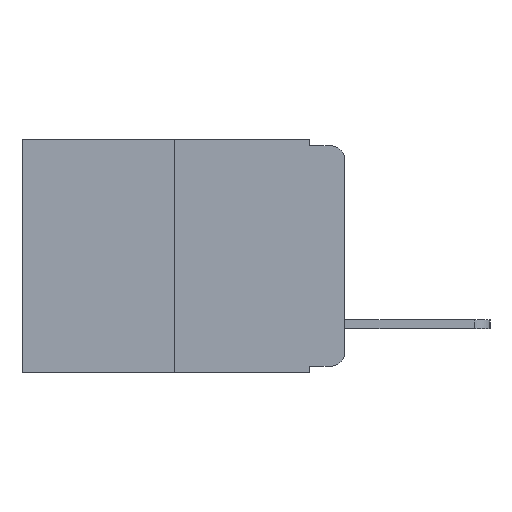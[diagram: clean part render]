
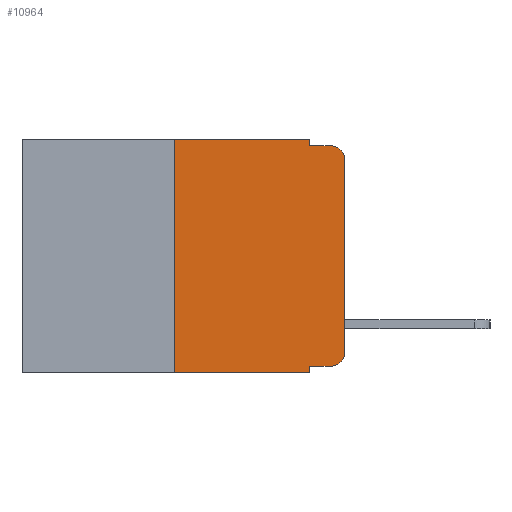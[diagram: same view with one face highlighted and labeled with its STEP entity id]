
A CAD part, left-side view. The second image highlights one B-rep face of the part: STEP entity #10964.
In plain terms, the highlighted planar face has unit normal (-1, 0, 0).
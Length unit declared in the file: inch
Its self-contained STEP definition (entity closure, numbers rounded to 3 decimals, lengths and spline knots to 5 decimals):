
#116 = ORIENTED_EDGE ( 'NONE', *, *, #9948, .T. ) ;
#229 = EDGE_CURVE ( 'NONE', #14751, #2588, #14992, .T. ) ;
#403 = ORIENTED_EDGE ( 'NONE', *, *, #2068, .T. ) ;
#427 = CARTESIAN_POINT ( 'NONE',  ( 0., 0.25, -0.343 ) ) ;
#925 = EDGE_CURVE ( 'NONE', #18753, #21538, #13180, .T. ) ;
#939 = DIRECTION ( 'NONE',  ( 0., 0., -1. ) ) ;
#1206 = ORIENTED_EDGE ( 'NONE', *, *, #6585, .F. ) ;
#1226 = VERTEX_POINT ( 'NONE', #16975 ) ;
#1305 = DIRECTION ( 'NONE',  ( -1., 0., 0. ) ) ;
#2068 = EDGE_CURVE ( 'NONE', #1226, #18753, #14310, .T. ) ;
#2481 = DIRECTION ( 'NONE',  ( 0., 0., -1. ) ) ;
#2554 = VERTEX_POINT ( 'NONE', #4110 ) ;
#2588 = VERTEX_POINT ( 'NONE', #19155 ) ;
#2602 = VECTOR ( 'NONE', #11620, 39.37008 ) ;
#2829 = CARTESIAN_POINT ( 'NONE',  ( 0., 0.02, -0.01 ) ) ;
#3209 = EDGE_CURVE ( 'NONE', #1226, #2554, #9056, .T. ) ;
#3253 = FACE_OUTER_BOUND ( 'NONE', #20655, .T. ) ;
#3367 = DIRECTION ( 'NONE',  ( 1., 0., 0. ) ) ;
#3544 = CARTESIAN_POINT ( 'NONE',  ( 0., 0.473, -0.343 ) ) ;
#3764 = LINE ( 'NONE', #10031, #21391 ) ;
#4110 = CARTESIAN_POINT ( 'NONE',  ( 0., 0.051, -0.343 ) ) ;
#4195 = CARTESIAN_POINT ( 'NONE',  ( 0., 0.051, -0.333 ) ) ;
#4293 = AXIS2_PLACEMENT_3D ( 'NONE', #11378, #1305, #13047 ) ;
#4317 = EDGE_CURVE ( 'NONE', #5183, #14751, #3764, .T. ) ;
#4366 = ORIENTED_EDGE ( 'NONE', *, *, #3209, .F. ) ;
#4477 = DIRECTION ( 'NONE',  ( 0., 0., -1. ) ) ;
#4595 = CARTESIAN_POINT ( 'NONE',  ( 0., 0.02, -0.333 ) ) ;
#5174 = VECTOR ( 'NONE', #12201, 39.37008 ) ;
#5183 = VERTEX_POINT ( 'NONE', #427 ) ;
#5442 = EDGE_CURVE ( 'NONE', #2588, #20459, #8958, .T. ) ;
#6192 = ORIENTED_EDGE ( 'NONE', *, *, #229, .F. ) ;
#6585 = EDGE_CURVE ( 'NONE', #20459, #18057, #15898, .T. ) ;
#6732 = ORIENTED_EDGE ( 'NONE', *, *, #4317, .F. ) ;
#8129 = CARTESIAN_POINT ( 'NONE',  ( 0., 0., -0.313 ) ) ;
#8377 = AXIS2_PLACEMENT_3D ( 'NONE', #13417, #3367, #15036 ) ;
#8528 = VECTOR ( 'NONE', #2481, 39.37008 ) ;
#8837 = EDGE_CURVE ( 'NONE', #10718, #18057, #10508, .T. ) ;
#8958 = LINE ( 'NONE', #19376, #15176 ) ;
#9056 = LINE ( 'NONE', #14187, #8528 ) ;
#9611 = ORIENTED_EDGE ( 'NONE', *, *, #8837, .T. ) ;
#9649 = LINE ( 'NONE', #12046, #5174 ) ;
#9948 = EDGE_CURVE ( 'NONE', #21538, #10718, #9649, .T. ) ;
#10031 = CARTESIAN_POINT ( 'NONE',  ( 0., 0.25, 0. ) ) ;
#10508 = CIRCLE ( 'NONE', #17250, 0.02 ) ;
#10718 = VERTEX_POINT ( 'NONE', #12690 ) ;
#10848 = LINE ( 'NONE', #3544, #19091 ) ;
#10964 = ADVANCED_FACE ( 'NONE', ( #3253 ), #21554, .F. ) ;
#11011 = DIRECTION ( 'NONE',  ( -1., 0., 0. ) ) ;
#11378 = CARTESIAN_POINT ( 'NONE',  ( 0., 0.02, -0.313 ) ) ;
#11620 = DIRECTION ( 'NONE',  ( 0., -1., 0. ) ) ;
#12046 = CARTESIAN_POINT ( 'NONE',  ( 0., 0., 0. ) ) ;
#12201 = DIRECTION ( 'NONE',  ( 0., 0., 1. ) ) ;
#12690 = CARTESIAN_POINT ( 'NONE',  ( 0., 0., -0.03 ) ) ;
#13047 = DIRECTION ( 'NONE',  ( 0., 0., -1. ) ) ;
#13180 = CIRCLE ( 'NONE', #4293, 0.02 ) ;
#13417 = CARTESIAN_POINT ( 'NONE',  ( 0., 0.473, 0. ) ) ;
#13585 = DIRECTION ( 'NONE',  ( 0., -1., 0. ) ) ;
#14187 = CARTESIAN_POINT ( 'NONE',  ( 0., 0.051, 0. ) ) ;
#14226 = DIRECTION ( 'NONE',  ( 0., -1., 0. ) ) ;
#14308 = ORIENTED_EDGE ( 'NONE', *, *, #925, .T. ) ;
#14310 = LINE ( 'NONE', #4195, #18162 ) ;
#14486 = VECTOR ( 'NONE', #21266, 39.37008 ) ;
#14751 = VERTEX_POINT ( 'NONE', #19341 ) ;
#14992 = LINE ( 'NONE', #17666, #14486 ) ;
#15036 = DIRECTION ( 'NONE',  ( 0., 0., -1. ) ) ;
#15176 = VECTOR ( 'NONE', #4477, 39.37008 ) ;
#15898 = LINE ( 'NONE', #18163, #2602 ) ;
#16595 = ORIENTED_EDGE ( 'NONE', *, *, #19375, .T. ) ;
#16975 = CARTESIAN_POINT ( 'NONE',  ( 0., 0.051, -0.333 ) ) ;
#17250 = AXIS2_PLACEMENT_3D ( 'NONE', #20884, #11011, #939 ) ;
#17666 = CARTESIAN_POINT ( 'NONE',  ( 0., 0.473, 0. ) ) ;
#18057 = VERTEX_POINT ( 'NONE', #2829 ) ;
#18162 = VECTOR ( 'NONE', #14226, 39.37008 ) ;
#18163 = CARTESIAN_POINT ( 'NONE',  ( 0., 0.051, -0.01 ) ) ;
#18753 = VERTEX_POINT ( 'NONE', #4595 ) ;
#18919 = ORIENTED_EDGE ( 'NONE', *, *, #5442, .F. ) ;
#19091 = VECTOR ( 'NONE', #13585, 39.37008 ) ;
#19155 = CARTESIAN_POINT ( 'NONE',  ( 0., 0.051, 0. ) ) ;
#19341 = CARTESIAN_POINT ( 'NONE',  ( 0., 0.25, 0. ) ) ;
#19375 = EDGE_CURVE ( 'NONE', #5183, #2554, #10848, .T. ) ;
#19376 = CARTESIAN_POINT ( 'NONE',  ( 0., 0.051, 0. ) ) ;
#19694 = CARTESIAN_POINT ( 'NONE',  ( 0., 0.051, -0.01 ) ) ;
#19909 = DIRECTION ( 'NONE',  ( 0., 0., 1. ) ) ;
#20459 = VERTEX_POINT ( 'NONE', #19694 ) ;
#20655 = EDGE_LOOP ( 'NONE', ( #116, #9611, #1206, #18919, #6192, #6732, #16595, #4366, #403, #14308 ) ) ;
#20884 = CARTESIAN_POINT ( 'NONE',  ( 0., 0.02, -0.03 ) ) ;
#21266 = DIRECTION ( 'NONE',  ( 0., -1., 0. ) ) ;
#21391 = VECTOR ( 'NONE', #19909, 39.37008 ) ;
#21538 = VERTEX_POINT ( 'NONE', #8129 ) ;
#21554 = PLANE ( 'NONE',  #8377 ) ;
